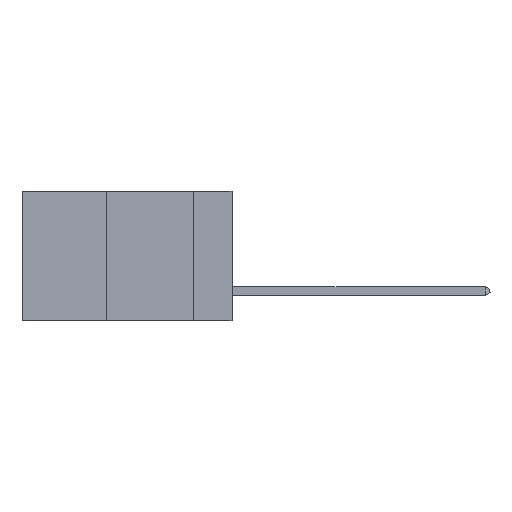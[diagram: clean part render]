
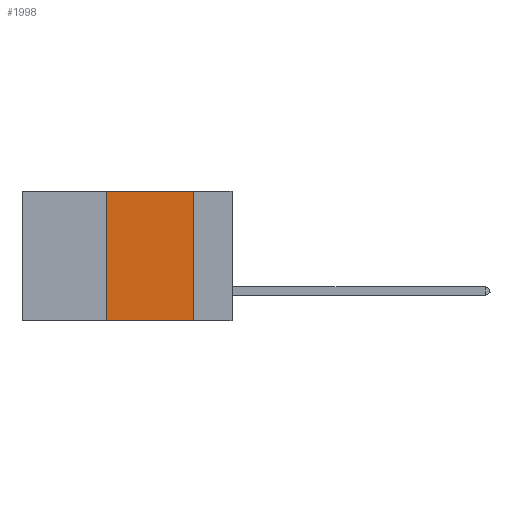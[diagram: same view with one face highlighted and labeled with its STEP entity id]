
A CAD part, left-side view. The second image highlights one B-rep face of the part: STEP entity #1998.
In plain terms, the highlighted planar face has unit normal (-1, 0, 0).
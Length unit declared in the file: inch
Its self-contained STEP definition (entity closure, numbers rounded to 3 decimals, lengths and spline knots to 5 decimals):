
#377 = VECTOR ( 'NONE', #20461, 39.37008 ) ;
#383 = AXIS2_PLACEMENT_3D ( 'NONE', #18283, #20519, #11971 ) ;
#503 = VECTOR ( 'NONE', #9828, 39.37008 ) ;
#1748 = LINE ( 'NONE', #4525, #377 ) ;
#1998 = ADVANCED_FACE ( 'NONE', ( #13715 ), #13220, .F. ) ;
#3781 = EDGE_LOOP ( 'NONE', ( #8321, #8029, #15729, #7231 ) ) ;
#4525 = CARTESIAN_POINT ( 'NONE',  ( 0., 0.36, 0. ) ) ;
#5008 = VERTEX_POINT ( 'NONE', #15131 ) ;
#5530 = EDGE_CURVE ( 'NONE', #13681, #5008, #13275, .T. ) ;
#7231 = ORIENTED_EDGE ( 'NONE', *, *, #5530, .T. ) ;
#7502 = DIRECTION ( 'NONE',  ( 0., 0., -1. ) ) ;
#7577 = CARTESIAN_POINT ( 'NONE',  ( 0., 0.11, 0. ) ) ;
#7839 = LINE ( 'NONE', #7577, #13670 ) ;
#8029 = ORIENTED_EDGE ( 'NONE', *, *, #8472, .F. ) ;
#8321 = ORIENTED_EDGE ( 'NONE', *, *, #21875, .F. ) ;
#8472 = EDGE_CURVE ( 'NONE', #14152, #17900, #18471, .T. ) ;
#9803 = CARTESIAN_POINT ( 'NONE',  ( 0., 0.6, -0.37 ) ) ;
#9828 = DIRECTION ( 'NONE',  ( 0., -1., 0. ) ) ;
#9882 = CARTESIAN_POINT ( 'NONE',  ( 0., 0.36, -0.37 ) ) ;
#11971 = DIRECTION ( 'NONE',  ( 0., 0., -1. ) ) ;
#13220 = PLANE ( 'NONE',  #383 ) ;
#13275 = LINE ( 'NONE', #9803, #22350 ) ;
#13670 = VECTOR ( 'NONE', #7502, 39.37008 ) ;
#13681 = VERTEX_POINT ( 'NONE', #9882 ) ;
#13715 = FACE_OUTER_BOUND ( 'NONE', #3781, .T. ) ;
#14152 = VERTEX_POINT ( 'NONE', #14268 ) ;
#14268 = CARTESIAN_POINT ( 'NONE',  ( 0., 0.36, 0. ) ) ;
#15131 = CARTESIAN_POINT ( 'NONE',  ( 0., 0.11, -0.37 ) ) ;
#15729 = ORIENTED_EDGE ( 'NONE', *, *, #19862, .F. ) ;
#16318 = CARTESIAN_POINT ( 'NONE',  ( 0., 0.11, 0. ) ) ;
#17900 = VERTEX_POINT ( 'NONE', #16318 ) ;
#18283 = CARTESIAN_POINT ( 'NONE',  ( 0., 0.6, 0. ) ) ;
#18471 = LINE ( 'NONE', #20398, #503 ) ;
#19862 = EDGE_CURVE ( 'NONE', #13681, #14152, #1748, .T. ) ;
#20285 = DIRECTION ( 'NONE',  ( 0., -1., 0. ) ) ;
#20398 = CARTESIAN_POINT ( 'NONE',  ( 0., 0.6, 0. ) ) ;
#20461 = DIRECTION ( 'NONE',  ( 0., 0., 1. ) ) ;
#20519 = DIRECTION ( 'NONE',  ( 1., 0., 0. ) ) ;
#21875 = EDGE_CURVE ( 'NONE', #17900, #5008, #7839, .T. ) ;
#22350 = VECTOR ( 'NONE', #20285, 39.37008 ) ;
